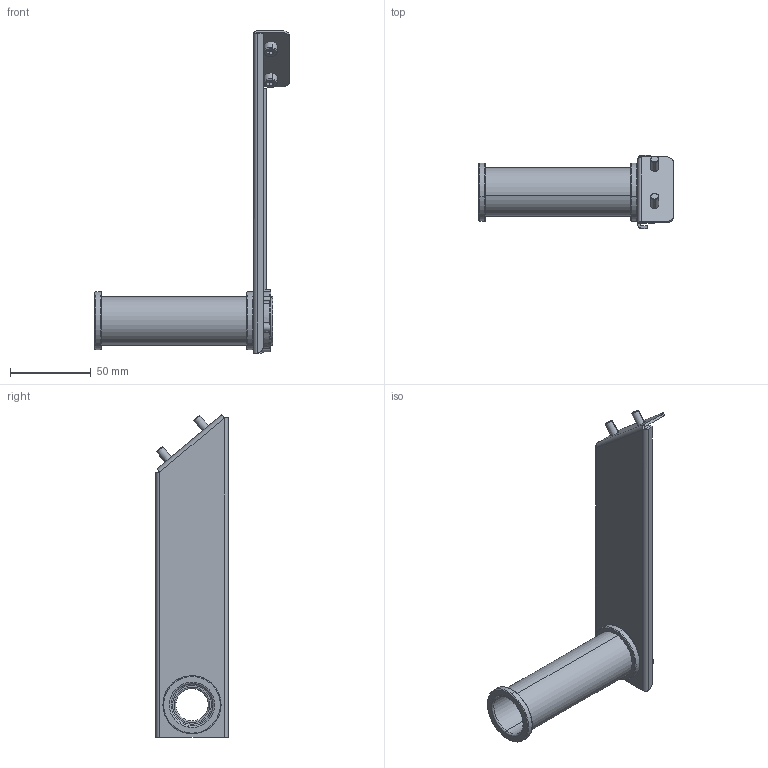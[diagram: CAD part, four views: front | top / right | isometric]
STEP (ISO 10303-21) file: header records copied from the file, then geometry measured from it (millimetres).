
FILE_DESCRIPTION (( 'STEP AP214' ), '1' );
FILE_NAME ('JXHSV06-07000 Filament Holder.step', '2023-01-05T07:08:46', ( '微软用户' ), ( '微软中国' ), 'SwSTEP 2.0', 'SolidWorks 2020', '' );
FILE_SCHEMA (( 'AUTOMOTIVE_DESIGN' ));
Length unit declared in the file: millimetre
Products named in the file (5): GB-T-70.1-2000-M5X10 Hex socket head cap screw; JXHSV06-07001-b Filament Holder; JXHSV06-07000 Filament Holder; JXHSV06-07003-d Barrel nut; JXHSV06-07002-d Filament Barrel
Assembly tree (5 placements, depth 2):
  JXHSV06-07000 Filament Holder
    JXHSV06-07001-b Filament Holder
    JXHSV06-07002-d Filament Barrel
    JXHSV06-07003-d Barrel nut
    GB-T-70.1-2000-M5X10 Hex socket head cap screw  x2
Bounding box: 120.2 x 45 x 199.42 mm (x, y, z)
Volume: 45509.6 mm3; surface area: 46090.5 mm2
Topology: 5 solids, 5 shells, 395 faces, 999 edges, 615 vertices
Faces by surface type: cylinder 131, bspline 113, plane 80, torus 44, cone 21, sphere 6
Entity records: 20879 total; most frequent: CARTESIAN_POINT 9654, ORIENTED_EDGE 1868, DIRECTION 1246, EDGE_CURVE 934, VERTEX_POINT 580, AXIS2_PLACEMENT_3D 505, EDGE_LOOP 388, B_SPLINE_CURVE_WITH_KNOTS 388
